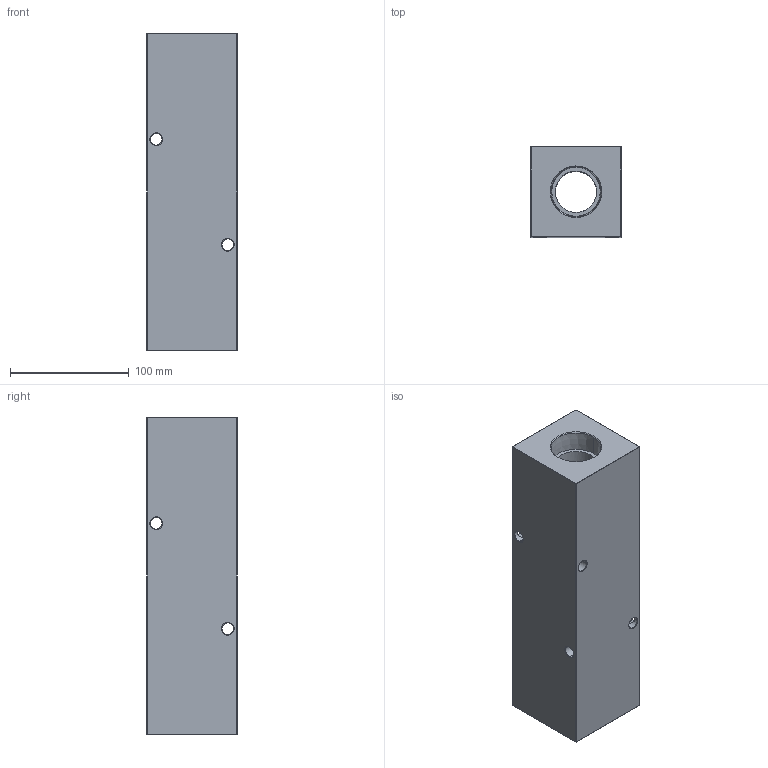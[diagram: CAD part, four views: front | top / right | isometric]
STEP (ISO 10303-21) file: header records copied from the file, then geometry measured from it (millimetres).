
FILE_DESCRIPTION (( 'STEP AP203' ), '1' );
FILE_NAME ('HM-3-90-P-20-20.STEP', '2020-11-06T17:33:57', ( '' ), ( '' ), 'SwSTEP 2.0', 'SolidWorks 2019', '' );
FILE_SCHEMA (( 'CONFIG_CONTROL_DESIGN' ));
Length unit declared in the file: inch
Products named in the file (1): HM-3-90-P-20-20
Bounding box: 76.2 x 76.2 x 266.7 mm (x, y, z)
Volume: 1084780.4 mm3; surface area: 137873.4 mm2
Topology: 1 solids, 1 shells, 540 faces, 1412 edges, 920 vertices
Faces by surface type: plane 259, bspline 212, cone 36, cylinder 33
Entity records: 27715 total; most frequent: CARTESIAN_POINT 15775, ORIENTED_EDGE 2824, DIRECTION 1724, EDGE_CURVE 1412, VERTEX_POINT 920, VECTOR 842, LINE 842, EDGE_LOOP 612
